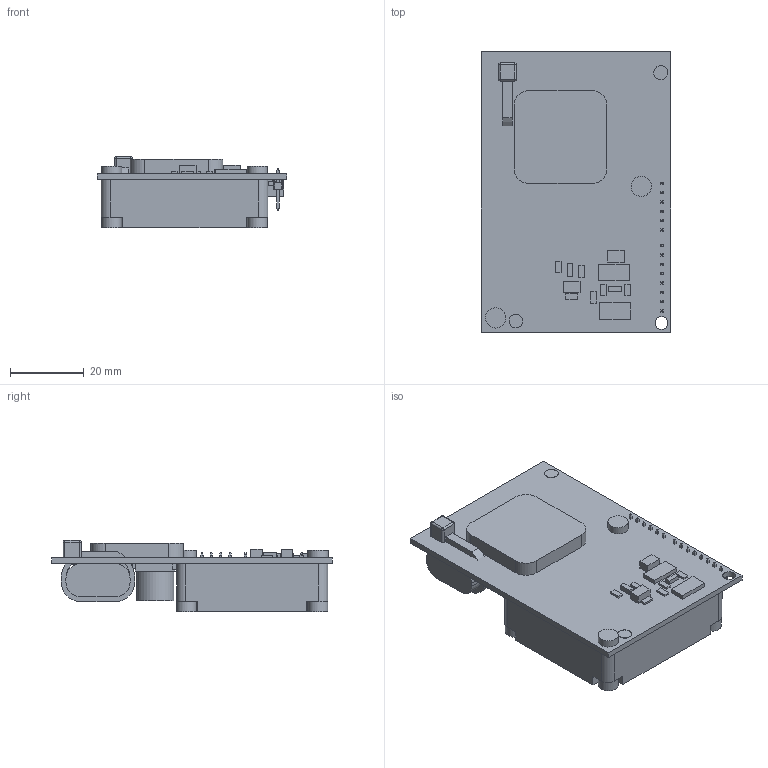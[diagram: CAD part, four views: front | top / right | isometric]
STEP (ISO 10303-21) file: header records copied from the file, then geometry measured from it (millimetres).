
FILE_DESCRIPTION(/* description */ (''),/* implementation_level */ '2;1');
FILE_NAME(/* name */ 'RockBLOCK_MK2.step',/* time_stamp */ '2019-11-08T16:03:41-05:00',/* author */ (''),/* organization */ (''),/* preprocessor_version */ 'ST-DEVELOPER v18',/* originating_system */ 'Autodesk Translation Framework v8.9.1.1155',/* authorisation */ '');
FILE_SCHEMA (('AUTOMOTIVE_DESIGN { 1 0 10303 214 3 1 1 }'));
Length unit declared in the file: millimetre
Products named in the file (43): RockBLOCK_MK2; Board; Mark_PnP1; Mark_PnP2; Mark_PnP3; RockBLOCK_2_C (8); RockBLOCK_2_C (9); RockBLOCK_2_C (10); RockBLOCK_2_C (11); RockBLOCK_2_C (12); RockBLOCK_2_C (13); RockBLOCK_2_C (14); RockBLOCK_2_C (15); RockBLOCK_2_C (16); RockBLOCK_2_C (17); RockBLOCK_2_C (18); RockBLOCK_2_C (19); RockBLOCK_2_C (20); RockBLOCK_2_C (21); RockBLOCK_2_C (22); RockBLOCK_2_C (26); RockBLOCK_2_C (31); RockBLOCK_2_C (33); RockBLOCK_2_C (34); RockBLOCK_2_C (35); RockBLOCK_2_C (37); RockBLOCK_2_C (38); RockBLOCK_2_C (42); RockBLOCK_2_C (43); RockBLOCK_2_C (44); RockBLOCK_2_C (46); RockBLOCK_2_C (51); RockBLOCK_2_C (52); RockBLOCK_2_C (53); RockBLOCK_2_C (54); RockBLOCK_2_C (55); RockBLOCK_2_C (56); RockBLOCK_2_C (57); RockBLOCK_2_C (58); RockBLOCK_2_C (59) ...
Assembly tree (42 placements, depth 2):
  RockBLOCK_MK2
    Board
    Mark_PnP1
    Mark_PnP2
    Mark_PnP3
    RockBLOCK_2_C (8)
    RockBLOCK_2_C (9)
    RockBLOCK_2_C (10)
    RockBLOCK_2_C (11)
    RockBLOCK_2_C (12)
    RockBLOCK_2_C (13)
    RockBLOCK_2_C (14)
    RockBLOCK_2_C (15)
    RockBLOCK_2_C (16)
    RockBLOCK_2_C (17)
    RockBLOCK_2_C (18)
    RockBLOCK_2_C (19)
    RockBLOCK_2_C (20)
    RockBLOCK_2_C (21)
    RockBLOCK_2_C (22)
    RockBLOCK_2_C (26)
    RockBLOCK_2_C (31)
    RockBLOCK_2_C (33)
    RockBLOCK_2_C (34)
    RockBLOCK_2_C (35)
    RockBLOCK_2_C (37)
    RockBLOCK_2_C (38)
    RockBLOCK_2_C (42)
    RockBLOCK_2_C (43)
    RockBLOCK_2_C (44)
    RockBLOCK_2_C (46)
    RockBLOCK_2_C (51)
    RockBLOCK_2_C (52)
    RockBLOCK_2_C (53)
    RockBLOCK_2_C (54)
    RockBLOCK_2_C (55)
    RockBLOCK_2_C (56)
    RockBLOCK_2_C (57)
    RockBLOCK_2_C (58)
    RockBLOCK_2_C (59)
    RockBLOCK_2_C (60)
    AW140-EG-G06D
    AW140-EG-G08D
Bounding box: 51.4 x 76 x 19.3 mm (x, y, z)
Volume: 39855.4 mm3; surface area: 21340.1 mm2
Topology: 42 solids, 42 shells, 678 faces, 1595 edges, 1024 vertices
Faces by surface type: plane 631, cylinder 43, sphere 4
Full cylindrical faces by diameter (mm): 3.5 x1, 3.76 x3, 5.4 x4, 5.5 x2, 10.2 x1
Entity records: 20770 total; most frequent: CARTESIAN_POINT 3378, DIRECTION 3223, ORIENTED_EDGE 3182, EDGE_CURVE 1591, LINE 1485, VECTOR 1485, VERTEX_POINT 1024, AXIS2_PLACEMENT_3D 869
